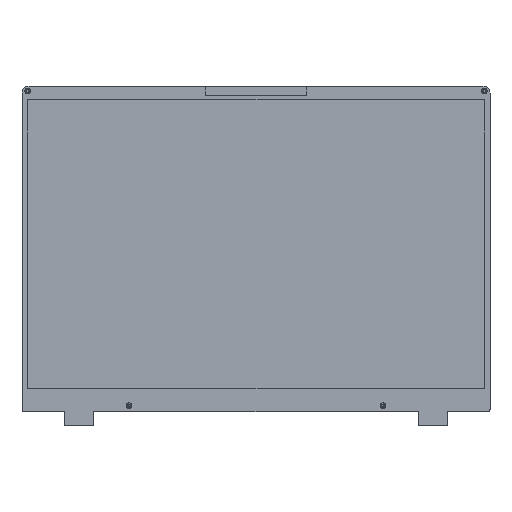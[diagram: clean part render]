
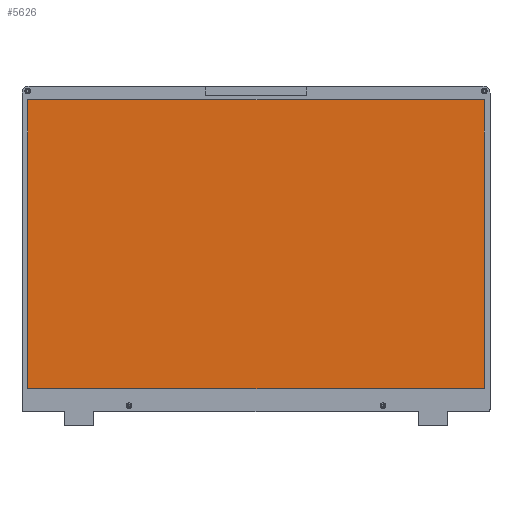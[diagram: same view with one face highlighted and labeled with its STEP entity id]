
A CAD part, top view. The second image highlights one B-rep face of the part: STEP entity #5626.
In plain terms, the highlighted planar face has unit normal (0, 0, 1).
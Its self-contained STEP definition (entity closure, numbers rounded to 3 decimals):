
#192=PLANE('',#6289);
#585=LINE('',#9808,#1053);
#595=LINE('',#9828,#1063);
#598=LINE('',#9834,#1066);
#601=LINE('',#9839,#1069);
#1053=VECTOR('',#7898,10.);
#1063=VECTOR('',#7914,10.);
#1066=VECTOR('',#7919,10.);
#1069=VECTOR('',#7924,10.);
#1585=FACE_OUTER_BOUND('',#1944,.T.);
#1944=EDGE_LOOP('',(#5040,#5041,#5042,#5043));
#2760=VERTEX_POINT('',#9806);
#2761=VERTEX_POINT('',#9807);
#2768=VERTEX_POINT('',#9827);
#2770=VERTEX_POINT('',#9833);
#3526=EDGE_CURVE('',#2760,#2761,#585,.T.);
#3536=EDGE_CURVE('',#2768,#2760,#595,.T.);
#3539=EDGE_CURVE('',#2761,#2770,#598,.T.);
#3542=EDGE_CURVE('',#2770,#2768,#601,.T.);
#5040=ORIENTED_EDGE('',*,*,#3542,.T.);
#5041=ORIENTED_EDGE('',*,*,#3536,.T.);
#5042=ORIENTED_EDGE('',*,*,#3526,.T.);
#5043=ORIENTED_EDGE('',*,*,#3539,.T.);
#5626=ADVANCED_FACE('',(#1585),#192,.T.);
#6289=AXIS2_PLACEMENT_3D('',#9841,#7926,#7927);
#7898=DIRECTION('',(1.,0.,0.));
#7914=DIRECTION('',(0.,-1.,0.));
#7919=DIRECTION('',(0.,1.,0.));
#7924=DIRECTION('',(-1.,0.,0.));
#7926=DIRECTION('center_axis',(0.,0.,1.));
#7927=DIRECTION('ref_axis',(1.,0.,0.));
#9806=CARTESIAN_POINT('',(0.,0.,0.));
#9807=CARTESIAN_POINT('',(395.06,0.,0.));
#9808=CARTESIAN_POINT('',(0.,0.,0.));
#9827=CARTESIAN_POINT('',(0.,254.05,0.));
#9828=CARTESIAN_POINT('',(0.,254.05,0.));
#9833=CARTESIAN_POINT('',(395.06,254.05,0.));
#9834=CARTESIAN_POINT('',(395.06,0.,0.));
#9839=CARTESIAN_POINT('',(395.06,254.05,0.));
#9841=CARTESIAN_POINT('Origin',(197.53,147.025,0.));
